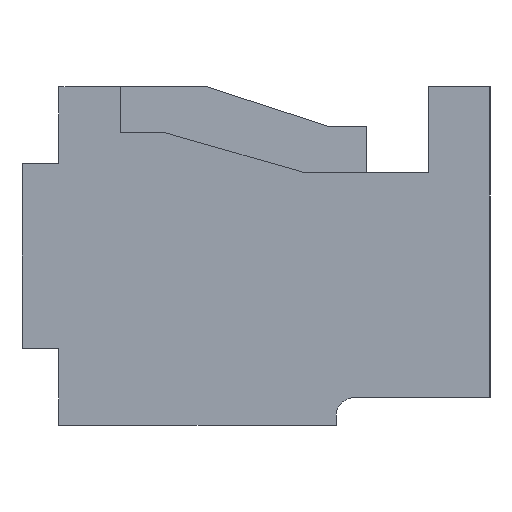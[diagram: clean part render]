
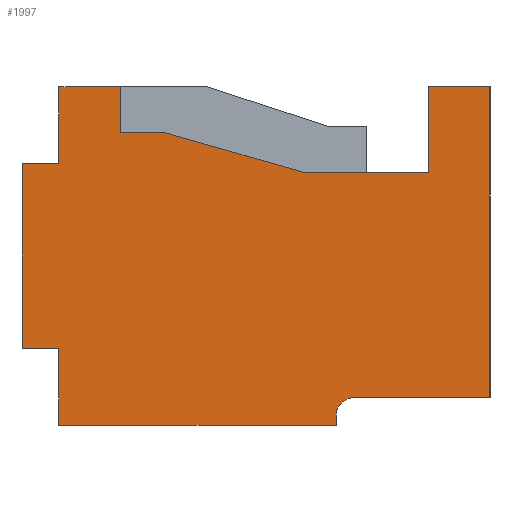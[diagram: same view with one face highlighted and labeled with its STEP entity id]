
A CAD part, left-side view. The second image highlights one B-rep face of the part: STEP entity #1997.
In plain terms, the highlighted planar face has unit normal (-1, 0, 0).
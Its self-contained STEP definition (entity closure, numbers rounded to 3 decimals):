
#13=DIRECTION('',(0.,-1.,0.));
#14=VECTOR('',#13,2.25);
#15=CARTESIAN_POINT('',(-2.2,1.6,-1.375));
#16=LINE('',#15,#14);
#17=DIRECTION('',(0.,0.,1.));
#18=VECTOR('',#17,0.075);
#19=CARTESIAN_POINT('',(-2.2,-0.65,-1.375));
#20=LINE('',#19,#18);
#21=DIRECTION('',(0.,0.,1.));
#22=VECTOR('',#21,0.625);
#23=CARTESIAN_POINT('',(-2.2,1.6,-1.375));
#24=LINE('',#23,#22);
#25=DIRECTION('',(0.,-1.,0.));
#26=VECTOR('',#25,0.3);
#27=CARTESIAN_POINT('',(-2.2,1.9,-0.75));
#28=LINE('',#27,#26);
#29=DIRECTION('',(0.,0.,1.));
#30=VECTOR('',#29,1.5);
#31=CARTESIAN_POINT('',(-2.2,1.9,-0.75));
#32=LINE('',#31,#30);
#33=DIRECTION('',(0.,-1.,0.));
#34=VECTOR('',#33,0.3);
#35=CARTESIAN_POINT('',(-2.2,1.9,0.75));
#36=LINE('',#35,#34);
#37=DIRECTION('',(0.,0.,-1.));
#38=VECTOR('',#37,0.625);
#39=CARTESIAN_POINT('',(-2.2,1.6,1.375));
#40=LINE('',#39,#38);
#41=DIRECTION('',(0.,0.,-1.));
#42=VECTOR('',#41,0.375);
#43=CARTESIAN_POINT('',(-2.2,1.1,1.375));
#44=LINE('',#43,#42);
#45=DIRECTION('',(0.,1.,0.));
#46=VECTOR('',#45,0.367);
#47=CARTESIAN_POINT('',(-2.2,0.733,1.));
#48=LINE('',#47,#46);
#49=DIRECTION('',(0.,0.961,0.276));
#50=VECTOR('',#49,1.179);
#51=CARTESIAN_POINT('',(-2.2,-0.4,0.675));
#52=LINE('',#51,#50);
#53=DIRECTION('',(0.,1.,0.));
#54=VECTOR('',#53,1.);
#55=CARTESIAN_POINT('',(-2.2,-1.4,0.675));
#56=LINE('',#55,#54);
#57=DIRECTION('',(0.,0.,-1.));
#58=VECTOR('',#57,0.7);
#59=CARTESIAN_POINT('',(-2.2,-1.4,1.375));
#60=LINE('',#59,#58);
#61=DIRECTION('',(0.,1.,0.));
#62=VECTOR('',#61,1.1);
#63=CARTESIAN_POINT('',(-2.2,-1.9,-1.15));
#64=LINE('',#63,#62);
#65=CARTESIAN_POINT('',(-2.2,-0.8,-1.3));
#66=DIRECTION('',(1.,0.,0.));
#67=DIRECTION('',(0.,1.,0.));
#68=AXIS2_PLACEMENT_3D('',#65,#66,#67);
#701=DIRECTION('',(0.,0.,1.));
#702=VECTOR('',#701,2.525);
#703=CARTESIAN_POINT('',(-2.2,-1.9,-1.15));
#704=LINE('',#703,#702);
#785=DIRECTION('',(0.,-1.,0.));
#786=VECTOR('',#785,0.5);
#787=CARTESIAN_POINT('',(-2.2,1.6,1.375));
#788=LINE('',#787,#786);
#853=DIRECTION('',(0.,-1.,0.));
#854=VECTOR('',#853,0.5);
#855=CARTESIAN_POINT('',(-2.2,-1.4,1.375));
#856=LINE('',#855,#854);
#1451=CARTESIAN_POINT('',(-2.2,-1.9,1.375));
#1453=VERTEX_POINT('',#1451);
#1455=CARTESIAN_POINT('',(-2.2,1.6,-1.375));
#1457=VERTEX_POINT('',#1455);
#1459=CARTESIAN_POINT('',(-2.2,1.6,1.375));
#1461=VERTEX_POINT('',#1459);
#1463=CARTESIAN_POINT('',(-2.2,1.6,0.75));
#1464=VERTEX_POINT('',#1463);
#1465=CARTESIAN_POINT('',(-2.2,1.9,0.75));
#1466=VERTEX_POINT('',#1465);
#1467=CARTESIAN_POINT('',(-2.2,1.9,-0.75));
#1468=CARTESIAN_POINT('',(-2.2,1.6,-0.75));
#1469=VERTEX_POINT('',#1467);
#1470=VERTEX_POINT('',#1468);
#1501=CARTESIAN_POINT('',(-2.2,-1.4,1.375));
#1502=CARTESIAN_POINT('',(-2.2,-1.4,0.675));
#1503=VERTEX_POINT('',#1501);
#1504=VERTEX_POINT('',#1502);
#1505=CARTESIAN_POINT('',(-2.2,-0.4,0.675));
#1506=VERTEX_POINT('',#1505);
#1507=CARTESIAN_POINT('',(-2.2,0.733,1.));
#1508=VERTEX_POINT('',#1507);
#1509=CARTESIAN_POINT('',(-2.2,1.1,1.));
#1510=VERTEX_POINT('',#1509);
#1511=CARTESIAN_POINT('',(-2.2,1.1,1.375));
#1512=VERTEX_POINT('',#1511);
#1839=CARTESIAN_POINT('',(-2.2,-0.65,-1.375));
#1841=VERTEX_POINT('',#1839);
#1843=CARTESIAN_POINT('',(-2.2,-0.65,-1.3));
#1844=VERTEX_POINT('',#1843);
#1845=CARTESIAN_POINT('',(-2.2,-0.8,-1.15));
#1846=VERTEX_POINT('',#1845);
#1847=CARTESIAN_POINT('',(-2.2,-1.9,-1.15));
#1848=VERTEX_POINT('',#1847);
#1958=CARTESIAN_POINT('',(-2.2,1.9,-1.375));
#1959=DIRECTION('',(-1.,0.,0.));
#1960=DIRECTION('',(0.,-1.,0.));
#1961=AXIS2_PLACEMENT_3D('',#1958,#1959,#1960);
#1962=PLANE('',#1961);
#1963=ORIENTED_EDGE('',*,*,#1949,.F.);
#1964=ORIENTED_EDGE('',*,*,#1938,.F.);
#1966=ORIENTED_EDGE('',*,*,#1965,.T.);
#1968=ORIENTED_EDGE('',*,*,#1967,.F.);
#1970=ORIENTED_EDGE('',*,*,#1969,.T.);
#1972=ORIENTED_EDGE('',*,*,#1971,.T.);
#1974=ORIENTED_EDGE('',*,*,#1973,.F.);
#1976=ORIENTED_EDGE('',*,*,#1975,.T.);
#1978=ORIENTED_EDGE('',*,*,#1977,.T.);
#1980=ORIENTED_EDGE('',*,*,#1979,.F.);
#1982=ORIENTED_EDGE('',*,*,#1981,.F.);
#1984=ORIENTED_EDGE('',*,*,#1983,.F.);
#1986=ORIENTED_EDGE('',*,*,#1985,.F.);
#1988=ORIENTED_EDGE('',*,*,#1987,.T.);
#1990=ORIENTED_EDGE('',*,*,#1989,.F.);
#1992=ORIENTED_EDGE('',*,*,#1991,.T.);
#1994=ORIENTED_EDGE('',*,*,#1993,.F.);
#1995=EDGE_LOOP('',(#1963,#1964,#1966,#1968,#1970,#1972,#1974,#1976,#1978,#1980,
#1982,#1984,#1986,#1988,#1990,#1992,#1994));
#1996=FACE_OUTER_BOUND('',#1995,.F.);
#1997=ADVANCED_FACE('',(#1996),#1962,.T.);
#69=CIRCLE('',#68,0.15);
#1938=EDGE_CURVE('',#1457,#1841,#16,.T.);
#1949=EDGE_CURVE('',#1841,#1844,#20,.T.);
#1965=EDGE_CURVE('',#1457,#1470,#24,.T.);
#1967=EDGE_CURVE('',#1469,#1470,#28,.T.);
#1969=EDGE_CURVE('',#1469,#1466,#32,.T.);
#1971=EDGE_CURVE('',#1466,#1464,#36,.T.);
#1973=EDGE_CURVE('',#1461,#1464,#40,.T.);
#1975=EDGE_CURVE('',#1461,#1512,#788,.T.);
#1977=EDGE_CURVE('',#1512,#1510,#44,.T.);
#1979=EDGE_CURVE('',#1508,#1510,#48,.T.);
#1981=EDGE_CURVE('',#1506,#1508,#52,.T.);
#1983=EDGE_CURVE('',#1504,#1506,#56,.T.);
#1985=EDGE_CURVE('',#1503,#1504,#60,.T.);
#1987=EDGE_CURVE('',#1503,#1453,#856,.T.);
#1989=EDGE_CURVE('',#1848,#1453,#704,.T.);
#1991=EDGE_CURVE('',#1848,#1846,#64,.T.);
#1993=EDGE_CURVE('',#1844,#1846,#69,.T.);
